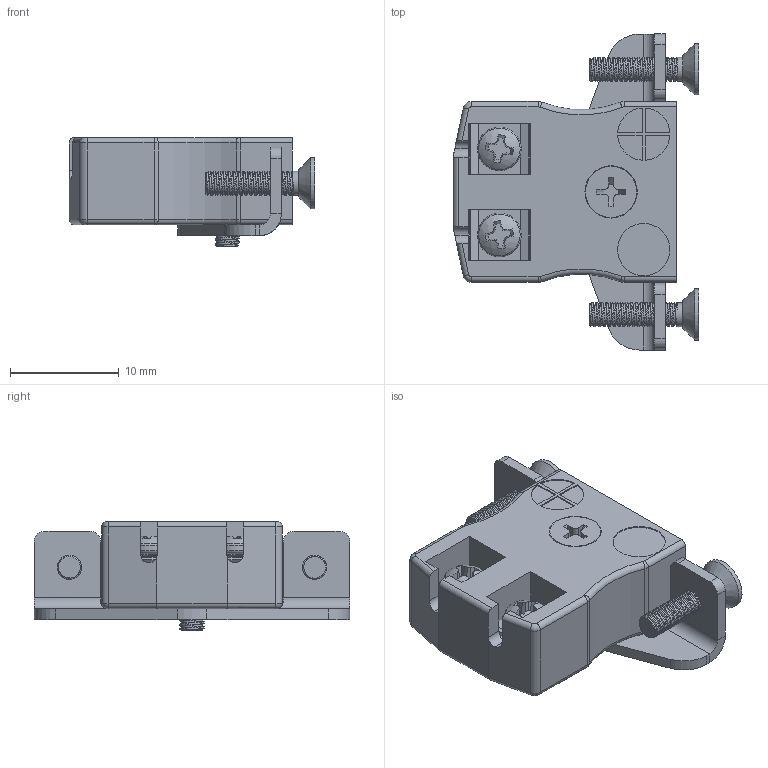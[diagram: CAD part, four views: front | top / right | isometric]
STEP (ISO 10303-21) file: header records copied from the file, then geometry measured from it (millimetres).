
FILE_DESCRIPTION (( 'STEP AP214' ), '1' );
FILE_NAME ('216-Yellow-Miniature SSPFQ socket with Bracket.STEP', '2025-12-10T13:25:11', ( '' ), ( '' ), 'SwSTEP 2.0', 'SolidWorks 2014', '' );
FILE_SCHEMA (( 'AUTOMOTIVE_DESIGN' ));
Length unit declared in the file: millimetre
Products named in the file (8): 114-Metal Connection Strip_W4.4mm; 216-Yellow-Miniature SSPFQ socket with Bracket; 131-M2-5x10_phillips_countersunk_flat_head; pan_head_phillip_mc_screw_m2_6.2mm Thread; 132-Miniature SSPFQ Socket Bidy_Yellow; 125-Metal Wire Retainer; 130-Mouning Bracket; 01-Metal Connection Strip
Assembly tree (13 placements, depth 2):
  216-Yellow-Miniature SSPFQ socket with Bracket
    132-Miniature SSPFQ Socket Bidy_Yellow
    pan_head_phillip_mc_screw_m2_6.2mm Thread  x2
    01-Metal Connection Strip  x2
    114-Metal Connection Strip_W4.4mm  x2
    130-Mouning Bracket
    131-M2-5x10_phillips_countersunk_flat_head  x3
    125-Metal Wire Retainer  x2
Bounding box: 22.56 x 29 x 10 mm (x, y, z)
Volume: 2642.4 mm3; surface area: 3323.4 mm2
Topology: 13 solids, 13 shells, 465 faces, 1386 edges, 968 vertices
Faces by surface type: plane 217, cylinder 161, bspline 35, cone 30, torus 20, sphere 2
Full cylindrical faces by diameter (mm): 1.151 x2, 2.05 x3, 2.1 x2, 2.208 x51, 2.5 x1, 4 x2, 4.7 x3, 4.8 x1
Entity records: 90714 total; most frequent: CARTESIAN_POINT 83457, ORIENTED_EDGE 1512, DIRECTION 1341, EDGE_CURVE 756, VERTEX_POINT 527, AXIS2_PLACEMENT_3D 477, LINE 387, VECTOR 387
